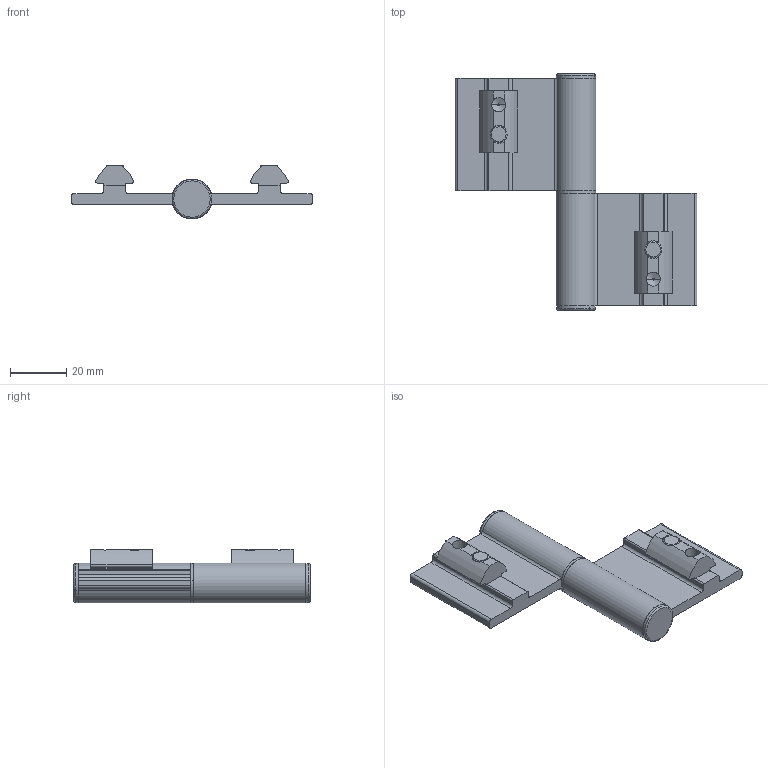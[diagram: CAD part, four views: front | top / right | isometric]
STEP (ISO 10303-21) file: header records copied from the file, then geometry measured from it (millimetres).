
FILE_DESCRIPTION(/* description */ ('Zawias wewnętrzny'),/* implementation_level */ '2;1');
FILE_NAME(/* name */ '125041.stp',/* time_stamp */ '2023-01-30T13:43:19+01:00',/* author */ ('aluteckkpl_am'),/* organization */ ('TraceParts S.A.'),/* preprocessor_version */ 'ST-DEVELOPER v18.1',/* originating_system */ 'Autodesk Inventor 2021',/* authorisation */ '');
FILE_SCHEMA (('CONFIG_CONTROL_DESIGN'));
Length unit declared in the file: millimetre
Products named in the file (9): 125041; fath_095al40n0840n08s01_01; fath_095al40n0840n08s01_02; fath_095al40n0840n08s01_03; fath_095al40n0840n08s01_04; fath_095al40n0840n08s01_05; fath_095al40n0840n08s01_06; fath_095al40n0840n08s01_10; fath_095al40n0840n08s01_07
Assembly tree (9 placements, depth 2):
  125041
    fath_095al40n0840n08s01_01
    fath_095al40n0840n08s01_02
    fath_095al40n0840n08s01_03
    fath_095al40n0840n08s01_04
    fath_095al40n0840n08s01_05
    fath_095al40n0840n08s01_06
    fath_095al40n0840n08s01_07  x2
    fath_095al40n0840n08s01_10
Bounding box: 86 x 84 x 19.2 mm (x, y, z)
Volume: 26655.5 mm3; surface area: 18871 mm2
Topology: 9 solids, 9 shells, 368 faces, 928 edges, 582 vertices
Faces by surface type: cylinder 122, cone 120, plane 114, torus 12
Entity records: 10800 total; most frequent: DIRECTION 1947, CARTESIAN_POINT 1823, ORIENTED_EDGE 1686, EDGE_CURVE 843, AXIS2_PLACEMENT_3D 766, VERTEX_POINT 530, LINE 415, VECTOR 415
